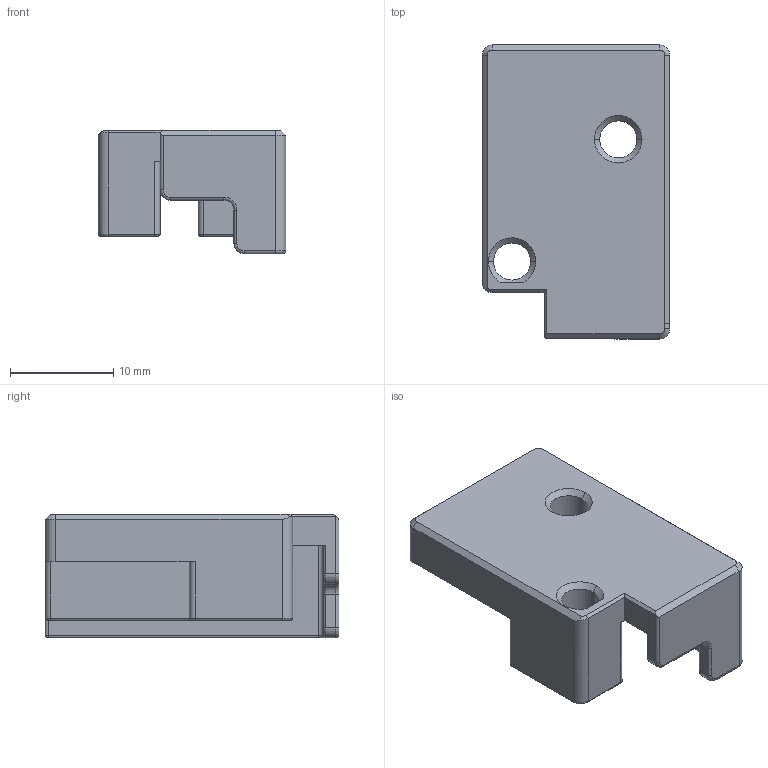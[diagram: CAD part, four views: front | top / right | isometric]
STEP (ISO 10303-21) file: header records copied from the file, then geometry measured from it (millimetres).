
FILE_DESCRIPTION (( 'STEP AP214' ), '1' );
FILE_NAME ('Y limit switch plate cover.STEP', '2025-08-09T06:13:37', ( '' ), ( '' ), 'SwSTEP 2.0', 'SolidWorks 2021', '' );
FILE_SCHEMA (( 'AUTOMOTIVE_DESIGN' ));
Length unit declared in the file: millimetre
Products named in the file (1): Y limit switch plate cover
Bounding box: 18.2 x 28.5 x 12 mm (x, y, z)
Volume: 3077.7 mm3; surface area: 2421.9 mm2
Topology: 1 solids, 1 shells, 96 faces, 234 edges, 139 vertices
Faces by surface type: cylinder 38, plane 30, torus 15, cone 12, bspline 1
Entity records: 2859 total; most frequent: CARTESIAN_POINT 526, DIRECTION 517, ORIENTED_EDGE 466, EDGE_CURVE 233, AXIS2_PLACEMENT_3D 196, VERTEX_POINT 139, LINE 125, VECTOR 125
